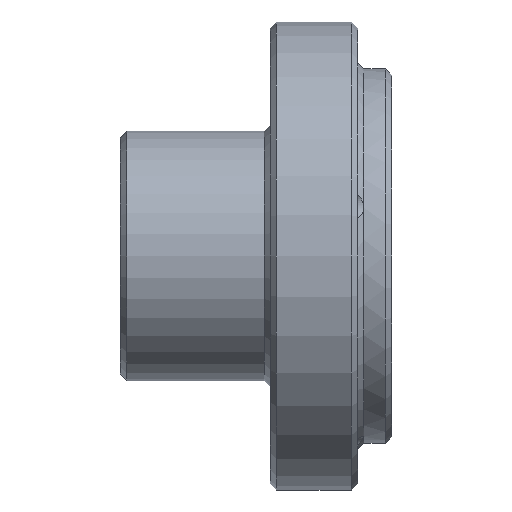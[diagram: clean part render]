
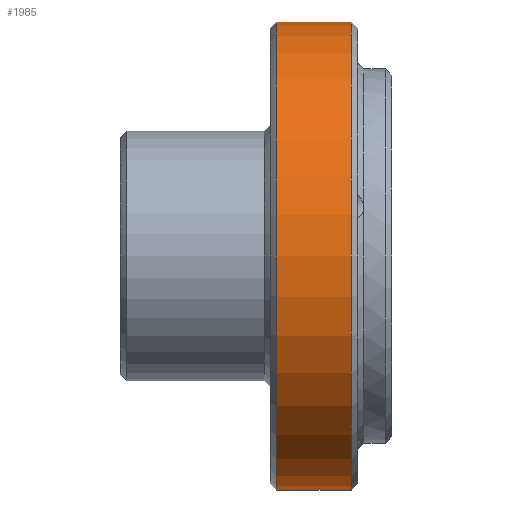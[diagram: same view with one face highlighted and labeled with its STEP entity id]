
A CAD part, front view. The second image highlights one B-rep face of the part: STEP entity #1985.
In plain terms, the highlighted cylindrical face has radius 37.5 mm (diameter 75 mm), a partial arc.
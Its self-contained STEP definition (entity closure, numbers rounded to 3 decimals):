
#77 = ORIENTED_EDGE ( 'NONE', *, *, #109, .T. ) ;
#109 = EDGE_CURVE ( 'NONE', #2172, #313, #2018, .T. ) ;
#174 = DIRECTION ( 'NONE',  ( -1., 0., 0. ) ) ;
#208 = CARTESIAN_POINT ( 'NONE',  ( 38., 0., 0. ) ) ;
#213 = DIRECTION ( 'NONE',  ( 0., 0., 1. ) ) ;
#277 = AXIS2_PLACEMENT_3D ( 'NONE', #1895, #1906, #1899 ) ;
#313 = VERTEX_POINT ( 'NONE', #1436 ) ;
#334 = AXIS2_PLACEMENT_3D ( 'NONE', #995, #992, #987 ) ;
#433 = CYLINDRICAL_SURFACE ( 'NONE', #1792, 37.5 ) ;
#625 = CIRCLE ( 'NONE', #277, 37.5 ) ;
#650 = CARTESIAN_POINT ( 'NONE',  ( 37., 0., 37.5 ) ) ;
#669 = CARTESIAN_POINT ( 'NONE',  ( 37., 0., -37.5 ) ) ;
#719 = EDGE_CURVE ( 'NONE', #763, #1199, #1063, .T. ) ;
#751 = EDGE_LOOP ( 'NONE', ( #2077, #1676, #77, #1591 ) ) ;
#763 = VERTEX_POINT ( 'NONE', #669 ) ;
#939 = VECTOR ( 'NONE', #1653, 1000. ) ;
#987 = DIRECTION ( 'NONE',  ( 0., 0., -1. ) ) ;
#992 = DIRECTION ( 'NONE',  ( 1., 0., 0. ) ) ;
#995 = CARTESIAN_POINT ( 'NONE',  ( 25., 0., 0. ) ) ;
#1063 = LINE ( 'NONE', #1750, #939 ) ;
#1087 = CARTESIAN_POINT ( 'NONE',  ( 38., 0., 37.5 ) ) ;
#1167 = FACE_OUTER_BOUND ( 'NONE', #751, .T. ) ;
#1199 = VERTEX_POINT ( 'NONE', #2046 ) ;
#1290 = EDGE_CURVE ( 'NONE', #763, #2172, #625, .T. ) ;
#1294 = CIRCLE ( 'NONE', #334, 37.5 ) ;
#1436 = CARTESIAN_POINT ( 'NONE',  ( 25., 0., 37.5 ) ) ;
#1576 = EDGE_CURVE ( 'NONE', #313, #1199, #1294, .T. ) ;
#1591 = ORIENTED_EDGE ( 'NONE', *, *, #1576, .T. ) ;
#1653 = DIRECTION ( 'NONE',  ( -1., 0., 0. ) ) ;
#1676 = ORIENTED_EDGE ( 'NONE', *, *, #1290, .T. ) ;
#1750 = CARTESIAN_POINT ( 'NONE',  ( 38., 0., -37.5 ) ) ;
#1792 = AXIS2_PLACEMENT_3D ( 'NONE', #208, #174, #213 ) ;
#1895 = CARTESIAN_POINT ( 'NONE',  ( 37., 0., 0. ) ) ;
#1899 = DIRECTION ( 'NONE',  ( 0., 0., 1. ) ) ;
#1906 = DIRECTION ( 'NONE',  ( -1., 0., 0. ) ) ;
#1985 = ADVANCED_FACE ( 'NONE', ( #1167 ), #433, .T. ) ;
#2018 = LINE ( 'NONE', #1087, #2153 ) ;
#2046 = CARTESIAN_POINT ( 'NONE',  ( 25., 0., -37.5 ) ) ;
#2077 = ORIENTED_EDGE ( 'NONE', *, *, #719, .F. ) ;
#2147 = DIRECTION ( 'NONE',  ( -1., 0., 0. ) ) ;
#2153 = VECTOR ( 'NONE', #2147, 1000. ) ;
#2172 = VERTEX_POINT ( 'NONE', #650 ) ;
